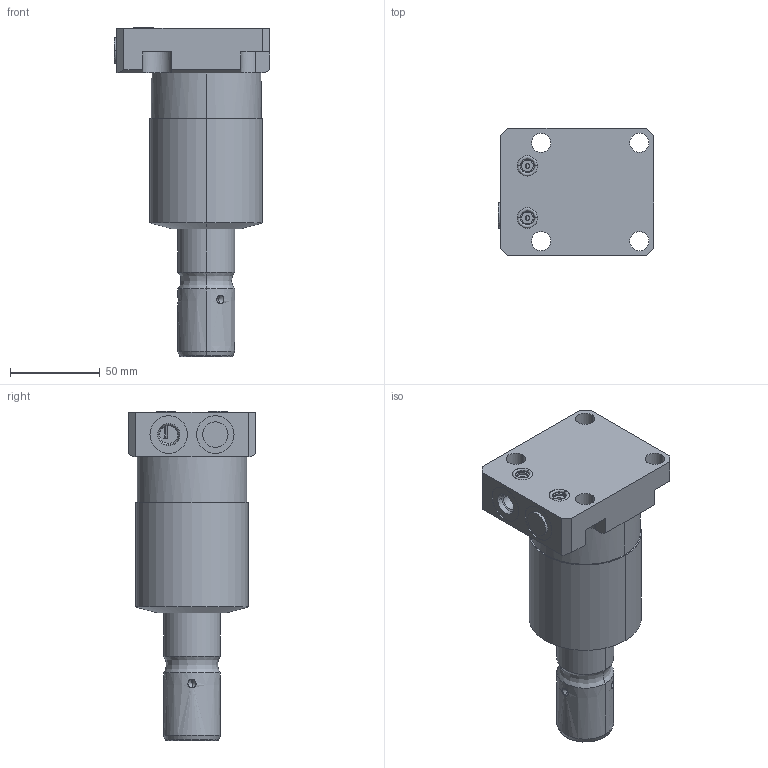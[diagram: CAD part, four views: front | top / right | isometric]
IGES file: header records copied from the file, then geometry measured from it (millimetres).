
Start section:  PTC IGES file: ilc14271800.igs
Global section: file name: ilc14271800.igs; native system: Pro/ENGINEER by Parametric Technology Corporation; preprocessor: 2007460; author: jdw; organization: Unknown; date: 20110723.112438; units: inch
Bounding box: 86.77 x 70.87 x 183.69 mm (x, y, z)
Surface area: 46967.8 mm2 (no closed solid volume)
Topology: 0 solids, 0 shells, 135 faces, 648 edges, 642 vertices
Faces by surface type: revolution 80, bspline 55
